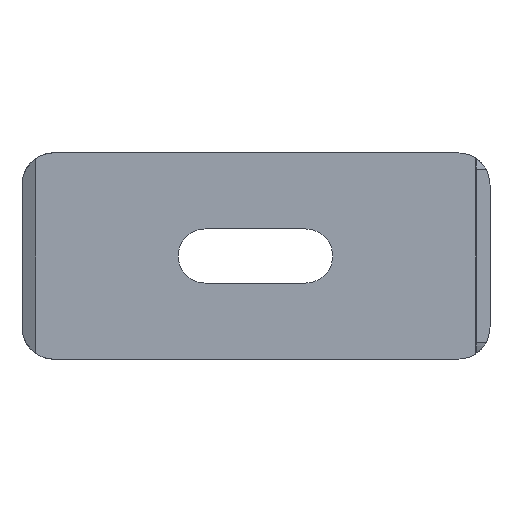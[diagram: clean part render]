
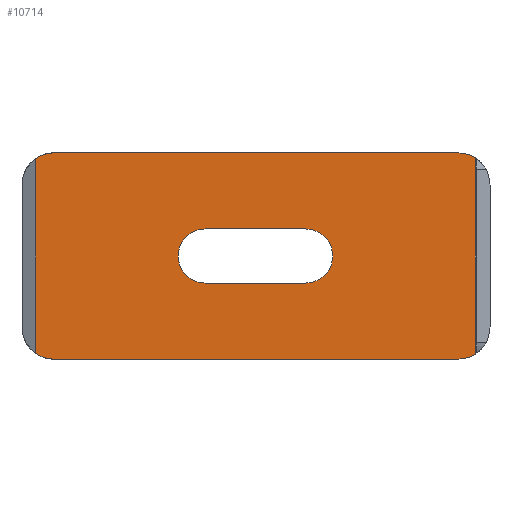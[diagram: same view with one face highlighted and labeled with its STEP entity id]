
A CAD part, front view. The second image highlights one B-rep face of the part: STEP entity #10714.
In plain terms, the highlighted planar face has unit normal (0, -1, 0).
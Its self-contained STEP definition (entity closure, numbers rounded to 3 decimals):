
#829=CARTESIAN_POINT('',(3.9,0.,0.));
#830=DIRECTION('',(0.,1.,0.));
#831=DIRECTION('',(0.,0.,1.));
#832=AXIS2_PLACEMENT_3D('',#829,#830,#831);
#843=CARTESIAN_POINT('',(-15.6,0.,-5.5));
#844=DIRECTION('',(0.,-1.,0.));
#845=DIRECTION('',(-0.58,0.,-0.815));
#846=AXIS2_PLACEMENT_3D('',#843,#844,#845);
#848=DIRECTION('',(0.,0.,-1.));
#849=VECTOR('',#848,15.073);
#850=CARTESIAN_POINT('',(-17.05,0.,7.537));
#851=LINE('',#850,#849);
#852=CARTESIAN_POINT('',(-15.6,0.,5.5));
#853=DIRECTION('',(0.,-1.,0.));
#854=DIRECTION('',(0.,0.,1.));
#855=AXIS2_PLACEMENT_3D('',#852,#853,#854);
#857=CARTESIAN_POINT('',(15.7,0.,5.5));
#858=DIRECTION('',(0.,-1.,0.));
#859=DIRECTION('',(0.54,0.,0.842));
#860=AXIS2_PLACEMENT_3D('',#857,#858,#859);
#862=DIRECTION('',(0.,0.,1.));
#863=VECTOR('',#862,15.208);
#864=CARTESIAN_POINT('',(17.05,0.,-7.604));
#865=LINE('',#864,#863);
#866=CARTESIAN_POINT('',(15.7,0.,-5.5));
#867=DIRECTION('',(0.,-1.,0.));
#868=DIRECTION('',(0.,0.,-1.));
#869=AXIS2_PLACEMENT_3D('',#866,#867,#868);
#871=DIRECTION('',(1.,0.,0.));
#872=VECTOR('',#871,7.8);
#873=CARTESIAN_POINT('',(-3.9,0.,-2.1));
#874=LINE('',#873,#872);
#875=DIRECTION('',(1.,0.,0.));
#876=VECTOR('',#875,31.3);
#877=CARTESIAN_POINT('',(-15.6,0.,-8.));
#878=LINE('',#877,#876);
#2088=DIRECTION('',(-1.,0.,0.));
#2089=VECTOR('',#2088,31.3);
#2090=CARTESIAN_POINT('',(15.7,0.,8.));
#2091=LINE('',#2090,#2089);
#7715=CARTESIAN_POINT('',(-3.9,0.,0.));
#7716=DIRECTION('',(0.,1.,0.));
#7717=DIRECTION('',(0.,0.,-1.));
#7718=AXIS2_PLACEMENT_3D('',#7715,#7716,#7717);
#7733=DIRECTION('',(1.,0.,0.));
#7734=VECTOR('',#7733,7.8);
#7735=CARTESIAN_POINT('',(-3.9,0.,2.1));
#7736=LINE('',#7735,#7734);
#7932=CARTESIAN_POINT('',(-17.05,0.,-7.537));
#7934=VERTEX_POINT('',#7932);
#7936=CARTESIAN_POINT('',(-15.6,0.,-8.));
#7937=VERTEX_POINT('',#7936);
#7948=CARTESIAN_POINT('',(17.05,0.,7.604));
#7950=VERTEX_POINT('',#7948);
#7952=CARTESIAN_POINT('',(15.7,0.,8.));
#7953=VERTEX_POINT('',#7952);
#7998=CARTESIAN_POINT('',(-15.6,0.,8.));
#8000=VERTEX_POINT('',#7998);
#8004=CARTESIAN_POINT('',(17.05,0.,-7.604));
#8005=VERTEX_POINT('',#8004);
#8006=CARTESIAN_POINT('',(15.7,0.,-8.));
#8007=VERTEX_POINT('',#8006);
#8009=CARTESIAN_POINT('',(-17.05,0.,7.537));
#8011=VERTEX_POINT('',#8009);
#9355=CARTESIAN_POINT('',(3.9,0.,-2.1));
#9356=VERTEX_POINT('',#9355);
#9357=CARTESIAN_POINT('',(3.9,0.,2.1));
#9358=VERTEX_POINT('',#9357);
#9359=CARTESIAN_POINT('',(-3.9,0.,2.1));
#9360=VERTEX_POINT('',#9359);
#9361=CARTESIAN_POINT('',(-3.9,0.,-2.1));
#9362=VERTEX_POINT('',#9361);
#10682=CARTESIAN_POINT('',(-15.37,0.,0.));
#10683=DIRECTION('',(0.,-1.,0.));
#10684=DIRECTION('',(-1.,0.,0.));
#10685=AXIS2_PLACEMENT_3D('',#10682,#10683,#10684);
#10686=PLANE('',#10685);
#10688=ORIENTED_EDGE('',*,*,#10687,.F.);
#10690=ORIENTED_EDGE('',*,*,#10689,.F.);
#10692=ORIENTED_EDGE('',*,*,#10691,.F.);
#10694=ORIENTED_EDGE('',*,*,#10693,.F.);
#10696=ORIENTED_EDGE('',*,*,#10695,.F.);
#10698=ORIENTED_EDGE('',*,*,#10697,.F.);
#10700=ORIENTED_EDGE('',*,*,#10699,.F.);
#10702=ORIENTED_EDGE('',*,*,#10701,.F.);
#10703=EDGE_LOOP('',(#10688,#10690,#10692,#10694,#10696,#10698,#10700,#10702));
#10704=FACE_OUTER_BOUND('',#10703,.F.);
#10706=ORIENTED_EDGE('',*,*,#10705,.T.);
#10707=ORIENTED_EDGE('',*,*,#10672,.F.);
#10709=ORIENTED_EDGE('',*,*,#10708,.F.);
#10711=ORIENTED_EDGE('',*,*,#10710,.F.);
#10712=EDGE_LOOP('',(#10706,#10707,#10709,#10711));
#10713=FACE_BOUND('',#10712,.F.);
#10714=ADVANCED_FACE('',(#10704,#10713),#10686,.T.);
#833=CIRCLE('',#832,2.1);
#847=CIRCLE('',#846,2.5);
#856=CIRCLE('',#855,2.5);
#861=CIRCLE('',#860,2.5);
#870=CIRCLE('',#869,2.5);
#7719=CIRCLE('',#7718,2.1);
#10672=EDGE_CURVE('',#9358,#9356,#833,.T.);
#10687=EDGE_CURVE('',#7937,#8007,#878,.T.);
#10689=EDGE_CURVE('',#7934,#7937,#847,.T.);
#10691=EDGE_CURVE('',#8011,#7934,#851,.T.);
#10693=EDGE_CURVE('',#8000,#8011,#856,.T.);
#10695=EDGE_CURVE('',#7953,#8000,#2091,.T.);
#10697=EDGE_CURVE('',#7950,#7953,#861,.T.);
#10699=EDGE_CURVE('',#8005,#7950,#865,.T.);
#10701=EDGE_CURVE('',#8007,#8005,#870,.T.);
#10705=EDGE_CURVE('',#9362,#9356,#874,.T.);
#10708=EDGE_CURVE('',#9360,#9358,#7736,.T.);
#10710=EDGE_CURVE('',#9362,#9360,#7719,.T.);
